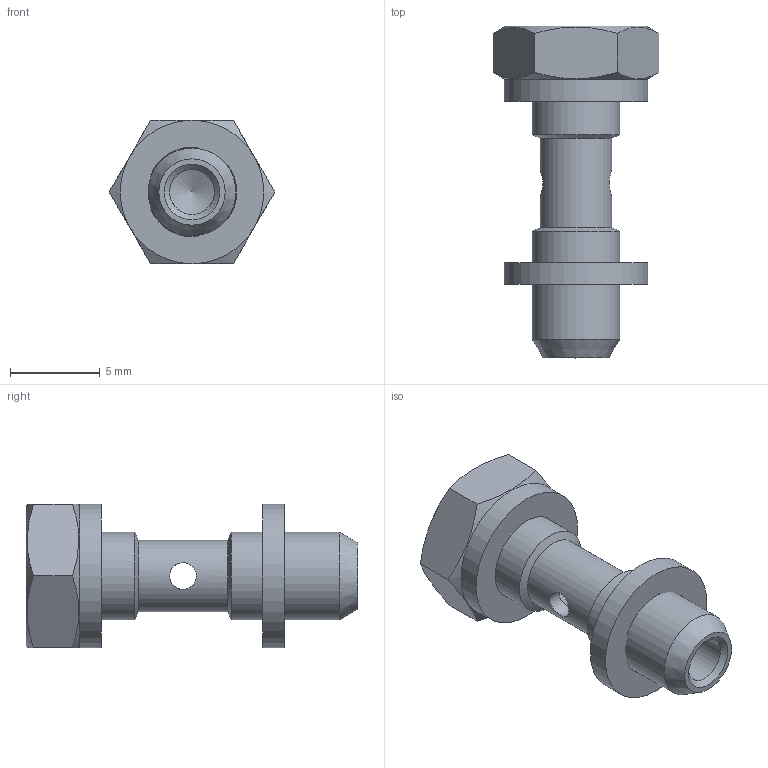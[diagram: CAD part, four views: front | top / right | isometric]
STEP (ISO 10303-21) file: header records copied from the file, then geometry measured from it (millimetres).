
FILE_DESCRIPTION(/* description */ ('STEP AP214'),/* implementation_level */ '2;1');
FILE_NAME(/* name */ 'A0210000',/* time_stamp */ '2023-04-13T13:51:17+02:00',/* author */ ('License CC BY-ND 4.0'),/* organization */ ('CADENAS'),/* preprocessor_version */ 'ST-DEVELOPER v19.3',/* originating_system */ 'PARTsolutions',/* authorisation */ ' ');
FILE_SCHEMA (('AUTOMOTIVE_DESIGN {1 0 10303 214 3 1 1}'));
Length unit declared in the file: metre
Products named in the file (4): A0210000; A0210000_PART3; A0210000_PART2; A0210000_PART1
Assembly tree (3 placements, depth 2):
  A0210000
    A0210000_PART3
    A0210000_PART2
    A0210000_PART1
Bounding box: 9.24 x 18.5 x 8 mm (x, y, z)
Volume: 410.9 mm3; surface area: 760.1 mm2
Topology: 3 solids, 3 shells, 42 faces, 98 edges, 63 vertices
Faces by surface type: plane 19, cylinder 13, cone 10
Full cylindrical faces by diameter (mm): 1.5 x2, 2.5 x1, 4 x1, 4.9 x2, 5 x2, 8 x2
Entity records: 1380 total; most frequent: CARTESIAN_POINT 271, DIRECTION 184, ORIENTED_EDGE 154, EDGE_CURVE 77, AXIS2_PLACEMENT_3D 77, FACE_BOUND 69, EDGE_LOOP 68, VERTEX_POINT 60
